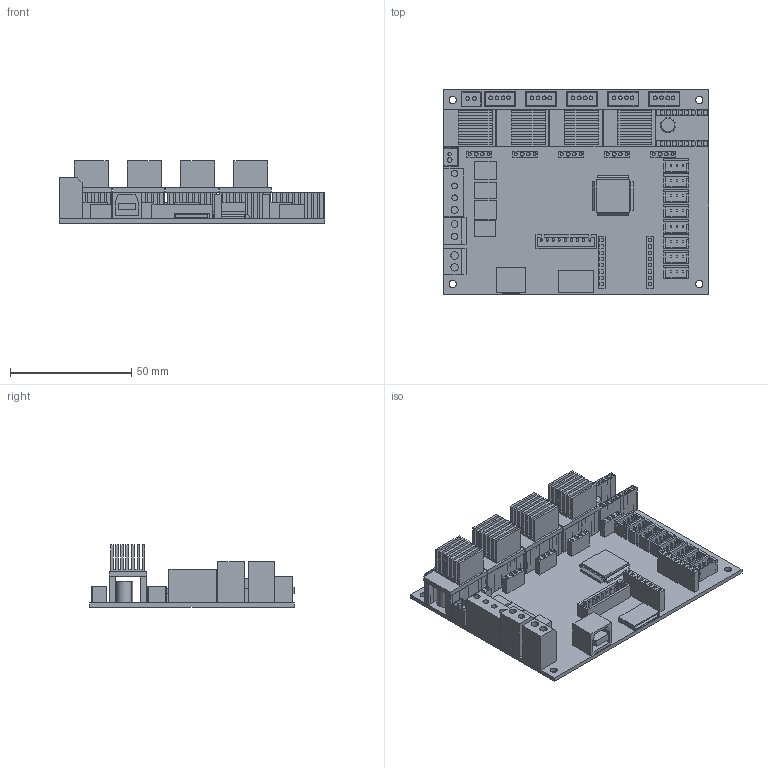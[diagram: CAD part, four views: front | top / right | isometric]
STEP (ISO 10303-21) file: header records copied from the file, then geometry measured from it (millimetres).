
FILE_DESCRIPTION(/* description */ (''),/* implementation_level */ '2;1');
FILE_NAME(/* name */ 'robin nano.stp',/* time_stamp */ '2020-11-19T20:27:18+03:00',/* author */ ('Max'),/* organization */ (''),/* preprocessor_version */ 'ST-DEVELOPER v16.5',/* originating_system */ 'Autodesk Inventor 2017',/* authorisation */ '');
FILE_SCHEMA (('AUTOMOTIVE_DESIGN { 1 0 10303 214 3 1 1 }'));
Length unit declared in the file: millimetre
Products named in the file (1): BIGTREETECH SKR V1.
Bounding box: 109.67 x 84.3 x 25.7 mm (x, y, z)
Volume: 39976.2 mm3; surface area: 58945.9 mm2
Topology: 1 solids, 63 shells, 1307 faces, 3631 edges, 3123 vertices
Faces by surface type: plane 1236, cylinder 70, torus 1
Full cylindrical faces by diameter (mm): 0.986 x9, 1.26 x5, 1.303 x5, 1.449 x1, 1.458 x5, 1.494 x1, 1.5 x20, 1.569 x1, 1.571 x5, 1.981 x1, 2.31 x1, 2.465 x1, 2.612 x1, 2.645 x1, 2.757 x1, 2.845 x1, 3 x4, 3.083 x1, 3.145 x1, 6.226 x4, 6.417 x1
Entity records: 40458 total; most frequent: CARTESIAN_POINT 7855, DIRECTION 6453, ORIENTED_EDGE 5858, LINE 3283, VECTOR 3283, EDGE_CURVE 2929, VERTEX_POINT 1997, AXIS2_PLACEMENT_3D 1585
